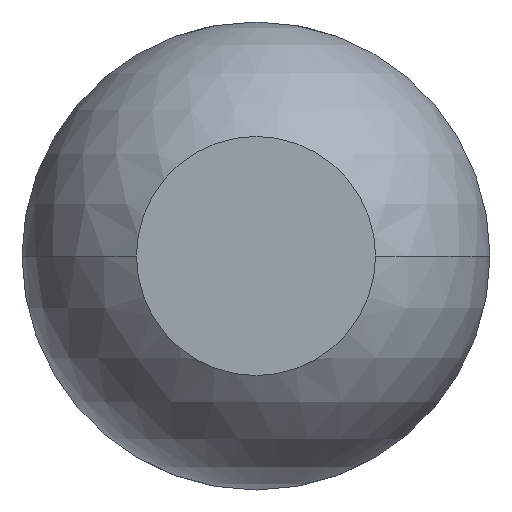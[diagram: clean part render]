
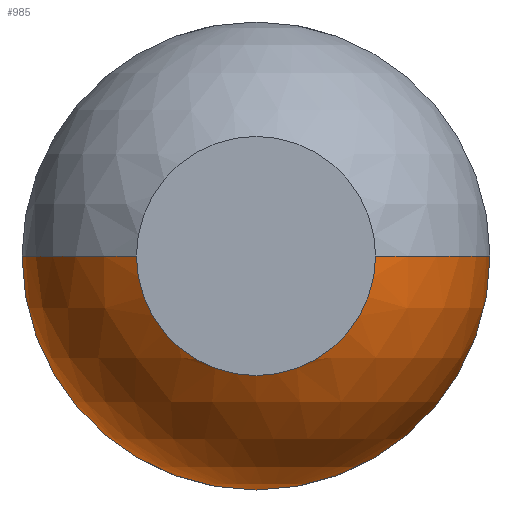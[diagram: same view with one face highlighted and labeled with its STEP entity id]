
A CAD part, front view. The second image highlights one B-rep face of the part: STEP entity #985.
In plain terms, the highlighted spherical face has radius 0.685 mm.
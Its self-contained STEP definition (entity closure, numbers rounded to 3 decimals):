
#49 = DIRECTION ( 'NONE',  ( -1., 0., 0. ) ) ;
#135 = CARTESIAN_POINT ( 'NONE',  ( 0.35, -27., 0. ) ) ;
#200 = DIRECTION ( 'NONE',  ( 0., 0., -1. ) ) ;
#404 = AXIS2_PLACEMENT_3D ( 'NONE', #4195, #2210, #1885 ) ;
#569 = EDGE_CURVE ( 'Defeature ausgef�hrt1_5+Defeature ausgef�hrt1_4+Defeature ausgef�hrt1_4+Defeature ausgef�hrt1_4', #1658, #2968, #4060, .T. ) ;
#601 = VERTEX_POINT ( 'NONE', #1853 ) ;
#839 = DIRECTION ( 'NONE',  ( 0., 0., -1. ) ) ;
#933 = EDGE_CURVE ( 'Defeature ausgef�hrt1_10+Defeature ausgef�hrt1_4+Defeature ausgef�hrt1_4+Defeature ausgef�hrt1_4', #3332, #1061, #1922, .T. ) ;
#974 = CARTESIAN_POINT ( 'NONE',  ( 0., -27., -0.35 ) ) ;
#985 = ADVANCED_FACE ( 'Defeature ausgef�hrt1_4', ( #1562 ), #4279, .T. ) ;
#1061 = VERTEX_POINT ( 'NONE', #135 ) ;
#1065 = DIRECTION ( 'NONE',  ( 0., 0., -1. ) ) ;
#1236 = DIRECTION ( 'NONE',  ( 1., 0., 0. ) ) ;
#1253 = ORIENTED_EDGE ( 'NONE', *, *, #3724, .F. ) ;
#1347 = CARTESIAN_POINT ( 'NONE',  ( 0., -26.411, 0. ) ) ;
#1460 = CIRCLE ( 'NONE', #3396, 0.685 ) ;
#1523 = CARTESIAN_POINT ( 'NONE',  ( 0., -26.411, 0. ) ) ;
#1555 = CARTESIAN_POINT ( 'NONE',  ( 0., -26.411, 0. ) ) ;
#1562 = FACE_OUTER_BOUND ( 'NONE', #3534, .T. ) ;
#1567 = AXIS2_PLACEMENT_3D ( 'NONE', #1555, #200, #3159 ) ;
#1575 = CARTESIAN_POINT ( 'NONE',  ( 0., -26.411, -0.685 ) ) ;
#1658 = VERTEX_POINT ( 'NONE', #1575 ) ;
#1790 = CARTESIAN_POINT ( 'NONE',  ( -0.35, -27., 0. ) ) ;
#1795 = ORIENTED_EDGE ( 'NONE', *, *, #569, .F. ) ;
#1842 = AXIS2_PLACEMENT_3D ( 'NONE', #3806, #3203, #1236 ) ;
#1853 = CARTESIAN_POINT ( 'NONE',  ( 0.685, -26.411, 0. ) ) ;
#1885 = DIRECTION ( 'NONE',  ( 0., 0., 1. ) ) ;
#1922 = CIRCLE ( 'NONE', #2309, 0.35 ) ;
#1923 = ORIENTED_EDGE ( 'NONE', *, *, #3973, .F. ) ;
#2003 = DIRECTION ( 'NONE',  ( 0., -1., 0. ) ) ;
#2060 = ORIENTED_EDGE ( 'NONE', *, *, #2101, .T. ) ;
#2101 = EDGE_CURVE ( 'NONE', #3641, #2968, #3373, .T. ) ;
#2175 = DIRECTION ( 'NONE',  ( 0., 1., 0. ) ) ;
#2210 = DIRECTION ( 'NONE',  ( 0., 1., 0. ) ) ;
#2309 = AXIS2_PLACEMENT_3D ( 'NONE', #3800, #3767, #839 ) ;
#2393 = ORIENTED_EDGE ( 'NONE', *, *, #933, .F. ) ;
#2433 = AXIS2_PLACEMENT_3D ( 'NONE', #2978, #2003, #4315 ) ;
#2836 = DIRECTION ( 'NONE',  ( 0., 0., 1. ) ) ;
#2968 = VERTEX_POINT ( 'NONE', #3042 ) ;
#2978 = CARTESIAN_POINT ( 'NONE',  ( 0., -27., 0. ) ) ;
#3042 = CARTESIAN_POINT ( 'NONE',  ( -0.685, -26.411, 0. ) ) ;
#3104 = EDGE_CURVE ( 'Defeature ausgef�hrt1_5+Defeature ausgef�hrt1_4+Defeature ausgef�hrt1_4+Defeature ausgef�hrt1_4', #601, #1658, #1460, .T. ) ;
#3159 = DIRECTION ( 'NONE',  ( 1., 0., 0. ) ) ;
#3203 = DIRECTION ( 'NONE',  ( 0., 0., 1. ) ) ;
#3209 = CIRCLE ( 'NONE', #2433, 0.35 ) ;
#3278 = ORIENTED_EDGE ( 'NONE', *, *, #3104, .F. ) ;
#3332 = VERTEX_POINT ( 'NONE', #974 ) ;
#3373 = CIRCLE ( 'NONE', #3649, 0.685 ) ;
#3396 = AXIS2_PLACEMENT_3D ( 'NONE', #1523, #2175, #2836 ) ;
#3467 = CIRCLE ( 'NONE', #1842, 0.685 ) ;
#3534 = EDGE_LOOP ( 'NONE', ( #1923, #2060, #1795, #3278, #1253, #2393 ) ) ;
#3641 = VERTEX_POINT ( 'NONE', #1790 ) ;
#3649 = AXIS2_PLACEMENT_3D ( 'NONE', #1347, #1065, #49 ) ;
#3724 = EDGE_CURVE ( 'NONE', #1061, #601, #3467, .T. ) ;
#3767 = DIRECTION ( 'NONE',  ( 0., -1., 0. ) ) ;
#3800 = CARTESIAN_POINT ( 'NONE',  ( 0., -27., 0. ) ) ;
#3806 = CARTESIAN_POINT ( 'NONE',  ( 0., -26.411, 0. ) ) ;
#3973 = EDGE_CURVE ( 'Defeature ausgef�hrt1_10+Defeature ausgef�hrt1_4+Defeature ausgef�hrt1_4+Defeature ausgef�hrt1_4', #3641, #3332, #3209, .T. ) ;
#4060 = CIRCLE ( 'NONE', #404, 0.685 ) ;
#4195 = CARTESIAN_POINT ( 'NONE',  ( 0., -26.411, 0. ) ) ;
#4279 = SPHERICAL_SURFACE ( 'NONE', #1567, 0.685 ) ;
#4315 = DIRECTION ( 'NONE',  ( 0., 0., -1. ) ) ;
